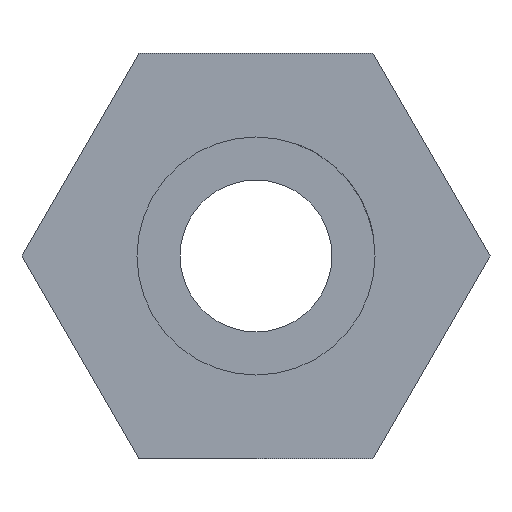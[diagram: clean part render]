
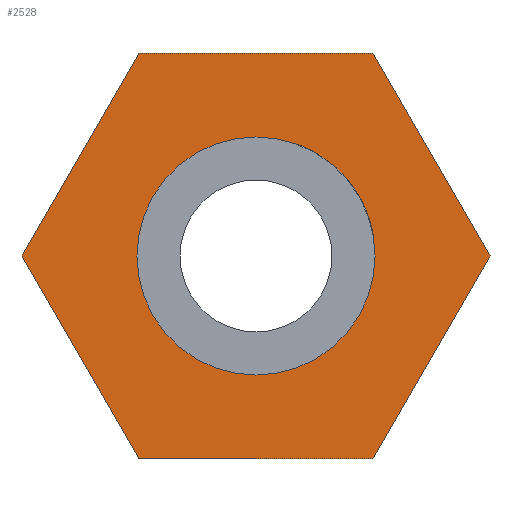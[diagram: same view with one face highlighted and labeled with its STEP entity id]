
A CAD part, left-side view. The second image highlights one B-rep face of the part: STEP entity #2528.
In plain terms, the highlighted planar face has unit normal (-1, 0, 0).
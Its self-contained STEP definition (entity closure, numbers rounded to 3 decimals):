
#37 = VERTEX_POINT ( 'NONE', #4665 ) ;
#49 = LINE ( 'NONE', #1244, #5214 ) ;
#245 = VERTEX_POINT ( 'NONE', #3569 ) ;
#266 = VERTEX_POINT ( 'NONE', #4765 ) ;
#285 = DIRECTION ( 'NONE',  ( 0., -0.5, 0.866 ) ) ;
#330 = VERTEX_POINT ( 'NONE', #1282 ) ;
#388 = AXIS2_PLACEMENT_3D ( 'NONE', #2718, #1826, #4435 ) ;
#429 = EDGE_LOOP ( 'NONE', ( #4741, #2093, #4447, #3918, #2532, #834 ) ) ;
#440 = DIRECTION ( 'NONE',  ( 0., 0.5, -0.866 ) ) ;
#630 = EDGE_CURVE ( 'NONE', #2811, #1629, #49, .T. ) ;
#670 = FACE_BOUND ( 'NONE', #2474, .T. ) ;
#810 = EDGE_CURVE ( 'NONE', #1981, #1868, #4884, .T. ) ;
#825 = VECTOR ( 'NONE', #3342, 1000. ) ;
#834 = ORIENTED_EDGE ( 'NONE', *, *, #4348, .F. ) ;
#922 = VECTOR ( 'NONE', #285, 1000. ) ;
#1010 = EDGE_CURVE ( 'NONE', #266, #330, #4964, .T. ) ;
#1124 = DIRECTION ( 'NONE',  ( 0., 0., -1. ) ) ;
#1153 = CARTESIAN_POINT ( 'NONE',  ( 13., 4.619, 8. ) ) ;
#1157 = DIRECTION ( 'NONE',  ( 0., -0.5, -0.866 ) ) ;
#1205 = CARTESIAN_POINT ( 'NONE',  ( 13., 0., 4.7 ) ) ;
#1244 = CARTESIAN_POINT ( 'NONE',  ( 13., -4.619, 8. ) ) ;
#1249 = LINE ( 'NONE', #2896, #1608 ) ;
#1282 = CARTESIAN_POINT ( 'NONE',  ( 13., 9.238, 0. ) ) ;
#1401 = CARTESIAN_POINT ( 'NONE',  ( 13., -4.619, -8. ) ) ;
#1571 = ORIENTED_EDGE ( 'NONE', *, *, #2742, .F. ) ;
#1608 = VECTOR ( 'NONE', #440, 1000. ) ;
#1629 = VERTEX_POINT ( 'NONE', #3882 ) ;
#1826 = DIRECTION ( 'NONE',  ( -1., 0., 0. ) ) ;
#1847 = DIRECTION ( 'NONE',  ( 0., 0., 1. ) ) ;
#1854 = FACE_OUTER_BOUND ( 'NONE', #429, .T. ) ;
#1868 = VERTEX_POINT ( 'NONE', #1874 ) ;
#1874 = CARTESIAN_POINT ( 'NONE',  ( 13., 0., -4.7 ) ) ;
#1981 = VERTEX_POINT ( 'NONE', #1205 ) ;
#2093 = ORIENTED_EDGE ( 'NONE', *, *, #4971, .F. ) ;
#2258 = DIRECTION ( 'NONE',  ( -1., 0., 0. ) ) ;
#2323 = LINE ( 'NONE', #1153, #4979 ) ;
#2474 = EDGE_LOOP ( 'NONE', ( #4108, #1571 ) ) ;
#2528 = ADVANCED_FACE ( 'NONE', ( #670, #1854 ), #3503, .F. ) ;
#2532 = ORIENTED_EDGE ( 'NONE', *, *, #3449, .F. ) ;
#2718 = CARTESIAN_POINT ( 'NONE',  ( 13., 0., 0. ) ) ;
#2742 = EDGE_CURVE ( 'NONE', #1868, #1981, #4461, .T. ) ;
#2811 = VERTEX_POINT ( 'NONE', #4319 ) ;
#2896 = CARTESIAN_POINT ( 'NONE',  ( 13., -9.238, 0. ) ) ;
#2971 = LINE ( 'NONE', #1401, #4553 ) ;
#3183 = CARTESIAN_POINT ( 'NONE',  ( 13., 0., 0. ) ) ;
#3342 = DIRECTION ( 'NONE',  ( 0., 0.5, 0.866 ) ) ;
#3449 = EDGE_CURVE ( 'NONE', #245, #2811, #2323, .T. ) ;
#3503 = PLANE ( 'NONE',  #3580 ) ;
#3569 = CARTESIAN_POINT ( 'NONE',  ( 13., 4.619, 8. ) ) ;
#3580 = AXIS2_PLACEMENT_3D ( 'NONE', #3183, #4836, #1124 ) ;
#3694 = CARTESIAN_POINT ( 'NONE',  ( 13., 4.619, -8. ) ) ;
#3882 = CARTESIAN_POINT ( 'NONE',  ( 13., -9.238, 0. ) ) ;
#3918 = ORIENTED_EDGE ( 'NONE', *, *, #630, .F. ) ;
#3929 = AXIS2_PLACEMENT_3D ( 'NONE', #5177, #2258, #1847 ) ;
#3941 = DIRECTION ( 'NONE',  ( 0., -1., 0. ) ) ;
#3993 = LINE ( 'NONE', #4405, #922 ) ;
#4054 = EDGE_CURVE ( 'NONE', #1629, #37, #1249, .T. ) ;
#4108 = ORIENTED_EDGE ( 'NONE', *, *, #810, .F. ) ;
#4319 = CARTESIAN_POINT ( 'NONE',  ( 13., -4.619, 8. ) ) ;
#4348 = EDGE_CURVE ( 'NONE', #330, #245, #3993, .T. ) ;
#4405 = CARTESIAN_POINT ( 'NONE',  ( 13., 9.238, 0. ) ) ;
#4435 = DIRECTION ( 'NONE',  ( 0., 0., 1. ) ) ;
#4447 = ORIENTED_EDGE ( 'NONE', *, *, #4054, .F. ) ;
#4461 = CIRCLE ( 'NONE', #3929, 4.7 ) ;
#4553 = VECTOR ( 'NONE', #4657, 1000. ) ;
#4657 = DIRECTION ( 'NONE',  ( 0., 1., 0. ) ) ;
#4665 = CARTESIAN_POINT ( 'NONE',  ( 13., -4.619, -8. ) ) ;
#4741 = ORIENTED_EDGE ( 'NONE', *, *, #1010, .F. ) ;
#4765 = CARTESIAN_POINT ( 'NONE',  ( 13., 4.619, -8. ) ) ;
#4836 = DIRECTION ( 'NONE',  ( 1., 0., 0. ) ) ;
#4884 = CIRCLE ( 'NONE', #388, 4.7 ) ;
#4964 = LINE ( 'NONE', #3694, #825 ) ;
#4971 = EDGE_CURVE ( 'NONE', #37, #266, #2971, .T. ) ;
#4979 = VECTOR ( 'NONE', #3941, 1000. ) ;
#5177 = CARTESIAN_POINT ( 'NONE',  ( 13., 0., 0. ) ) ;
#5214 = VECTOR ( 'NONE', #1157, 1000. ) ;
